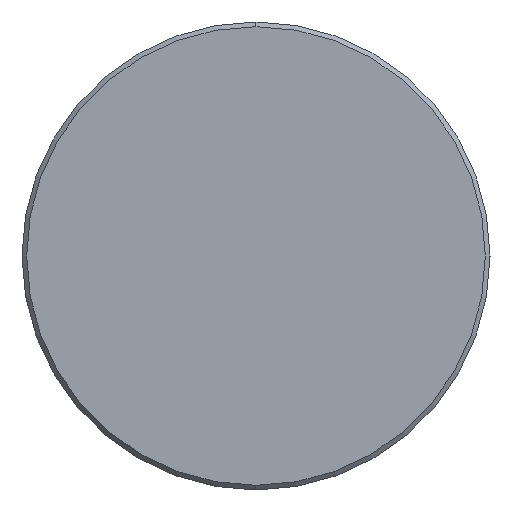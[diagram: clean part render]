
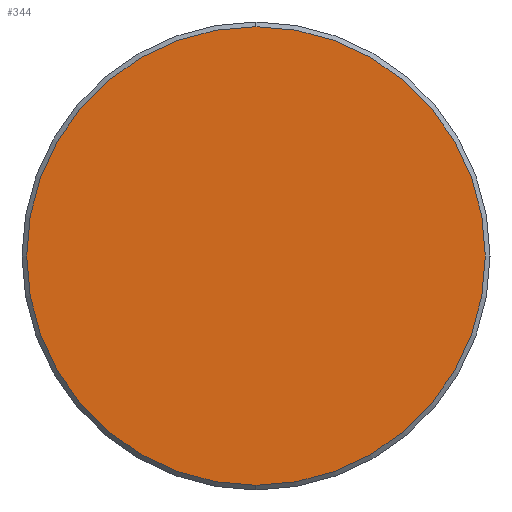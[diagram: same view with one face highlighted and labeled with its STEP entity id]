
A CAD part, left-side view. The second image highlights one B-rep face of the part: STEP entity #344.
In plain terms, the highlighted planar face has unit normal (-1, 0, 0).
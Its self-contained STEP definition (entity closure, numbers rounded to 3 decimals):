
#59 = AXIS2_PLACEMENT_3D ( 'NONE', #184, #99, #171 ) ;
#73 = DIRECTION ( 'NONE',  ( 1., 0., 0. ) ) ;
#74 = CARTESIAN_POINT ( 'NONE',  ( 0., 0., 0. ) ) ;
#84 = EDGE_CURVE ( 'NONE', #193, #189, #343, .T. ) ;
#97 = EDGE_LOOP ( 'NONE', ( #263, #240 ) ) ;
#99 = DIRECTION ( 'NONE',  ( -1., 0., 0. ) ) ;
#151 = PLANE ( 'NONE',  #371 ) ;
#171 = DIRECTION ( 'NONE',  ( 0., 0., 1. ) ) ;
#184 = CARTESIAN_POINT ( 'NONE',  ( 0., 0., 0. ) ) ;
#189 = VERTEX_POINT ( 'NONE', #234 ) ;
#193 = VERTEX_POINT ( 'NONE', #463 ) ;
#234 = CARTESIAN_POINT ( 'NONE',  ( 0., 0., 14.7 ) ) ;
#240 = ORIENTED_EDGE ( 'NONE', *, *, #377, .T. ) ;
#263 = ORIENTED_EDGE ( 'NONE', *, *, #84, .T. ) ;
#266 = CIRCLE ( 'NONE', #59, 14.7 ) ;
#297 = AXIS2_PLACEMENT_3D ( 'NONE', #74, #332, #479 ) ;
#324 = FACE_OUTER_BOUND ( 'NONE', #97, .T. ) ;
#332 = DIRECTION ( 'NONE',  ( -1., 0., 0. ) ) ;
#343 = CIRCLE ( 'NONE', #297, 14.7 ) ;
#344 = ADVANCED_FACE ( 'NONE', ( #324 ), #151, .F. ) ;
#371 = AXIS2_PLACEMENT_3D ( 'NONE', #480, #73, #448 ) ;
#377 = EDGE_CURVE ( 'NONE', #189, #193, #266, .T. ) ;
#448 = DIRECTION ( 'NONE',  ( 0., 0., -1. ) ) ;
#463 = CARTESIAN_POINT ( 'NONE',  ( 0., 0., -14.7 ) ) ;
#479 = DIRECTION ( 'NONE',  ( 0., 0., 1. ) ) ;
#480 = CARTESIAN_POINT ( 'NONE',  ( 0., 0., 0. ) ) ;
